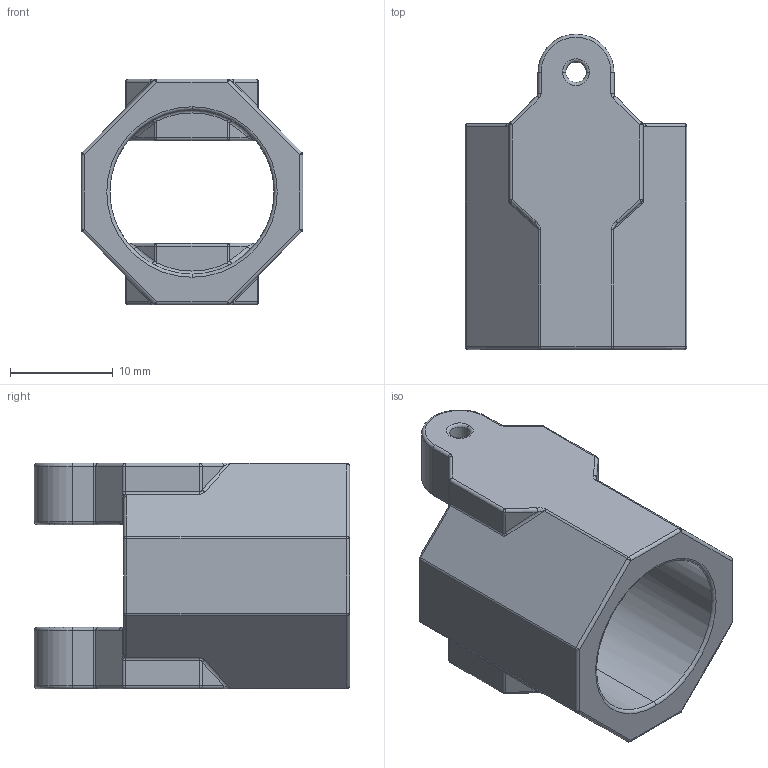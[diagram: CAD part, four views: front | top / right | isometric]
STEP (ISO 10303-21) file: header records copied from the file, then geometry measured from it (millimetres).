
FILE_DESCRIPTION (( 'STEP AP203' ), '1' );
FILE_NAME ('LegBodyConnector_Default_sldprt.STEP', '2021-02-13T10:56:04', ( '' ), ( '' ), 'SwSTEP 2.0', 'SolidWorks 2019', '' );
FILE_SCHEMA (( 'CONFIG_CONTROL_DESIGN' ));
Length unit declared in the file: millimetre
Products named in the file (1): LegBodyConnector_Default_sldprt
Bounding box: 21.6 x 30.7 x 22 mm (x, y, z)
Volume: 5148.1 mm3; surface area: 3553.2 mm2
Topology: 1 solids, 1 shells, 225 faces, 518 edges, 278 vertices
Faces by surface type: cylinder 92, bspline 48, plane 35, torus 26, sphere 24
Entity records: 7731 total; most frequent: CARTESIAN_POINT 3024, ORIENTED_EDGE 1004, DIRECTION 934, EDGE_CURVE 502, AXIS2_PLACEMENT_3D 378, VERTEX_POINT 278, EDGE_LOOP 230, FACE_OUTER_BOUND 225
